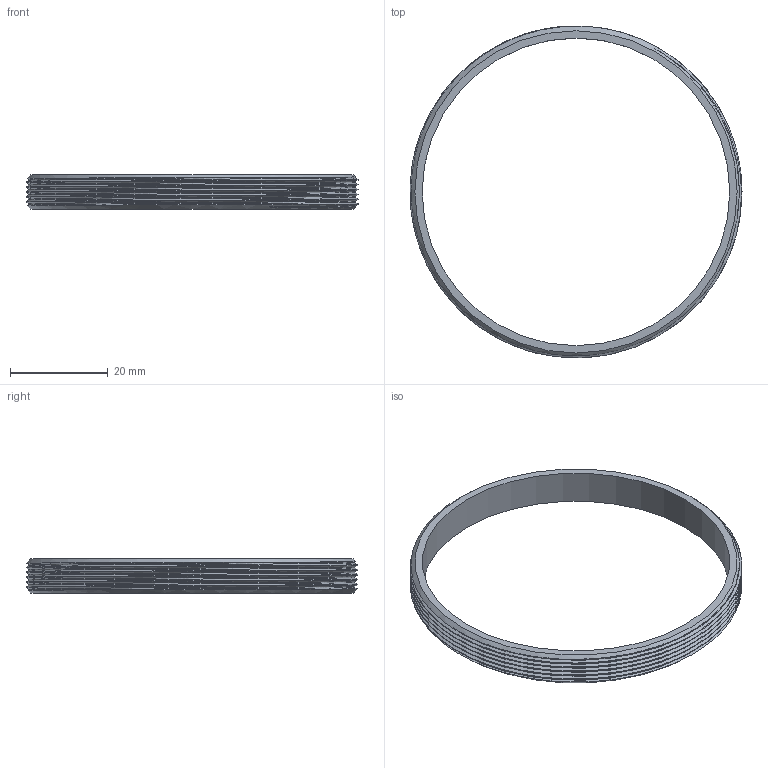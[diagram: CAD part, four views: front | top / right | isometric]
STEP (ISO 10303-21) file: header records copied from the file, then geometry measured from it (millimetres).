
FILE_DESCRIPTION(('FreeCAD Model'),'2;1');
FILE_NAME('Open CASCADE Shape Model','2025-05-18T13:16:13',('BT'),(''), 'Open CASCADE STEP processor 7.6','FreeCAD','Unknown');
FILE_SCHEMA(('AUTOMOTIVE_DESIGN { 1 0 10303 214 1 1 1 1 }'));
Length unit declared in the file: millimetre
Products named in the file (1): Body
Bounding box: 67.99 x 67.97 x 7 mm (x, y, z)
Volume: 3021.9 mm3; surface area: 4391.4 mm2
Topology: 1 solids, 1 shells, 36 faces, 74 edges, 40 vertices
Faces by surface type: bspline 22, cylinder 8, cone 4, plane 2
Full cylindrical faces by diameter (mm): 63 x1, 68 x5
Entity records: 3724 total; most frequent: CARTESIAN_POINT 3145, ORIENTED_EDGE 148, EDGE_CURVE 74, DIRECTION 57, B_SPLINE_CURVE_WITH_KNOTS 41, VERTEX_POINT 40, FACE_BOUND 38, EDGE_LOOP 38
